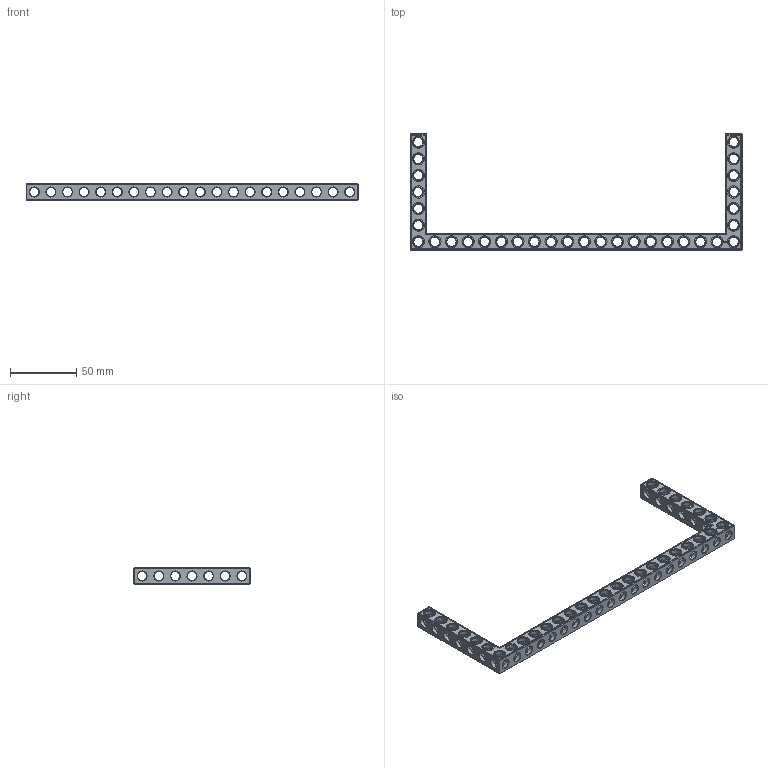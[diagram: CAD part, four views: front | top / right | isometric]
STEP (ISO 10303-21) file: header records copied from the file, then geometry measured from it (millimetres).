
FILE_DESCRIPTION(('FreeCAD Model'),'2;1');
FILE_NAME('Open CASCADE Shape Model','2022-03-09T23:04:37',('Author'),( ''),'Open CASCADE STEP processor 7.5','FreeCAD','Unknown');
FILE_SCHEMA(('AUTOMOTIVE_DESIGN { 1 0 10303 214 1 1 1 1 }'));
Products named in the file (1): Beam AGD ESS USH SYM BU20x07x01 - SPN-BEM-0637 (stemfie.org)
Bounding box: 250 x 87.5 x 12.5 mm (x, y, z)
Volume: 31256.1 mm3; surface area: 27953.6 mm2
Topology: 1 solids, 1 shells, 898 faces, 2736 edges, 1777 vertices
Faces by surface type: plane 405, cylinder 193, extrusion 170, cone 130
Full cylindrical faces by diameter (mm): 6.98 x16, 7 x145, 9.2 x32
Entity records: 134728 total; most frequent: CARTESIAN_POINT 83479, DIRECTION 8390, ORIENTED_EDGE 5472, PCURVE 5472, DEFINITIONAL_REPRESENTATION 5472, VECTOR 5220, LINE 5050, EDGE_CURVE 2736
